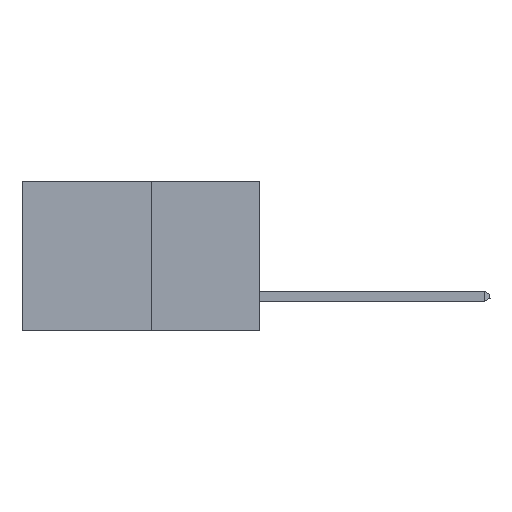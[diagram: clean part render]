
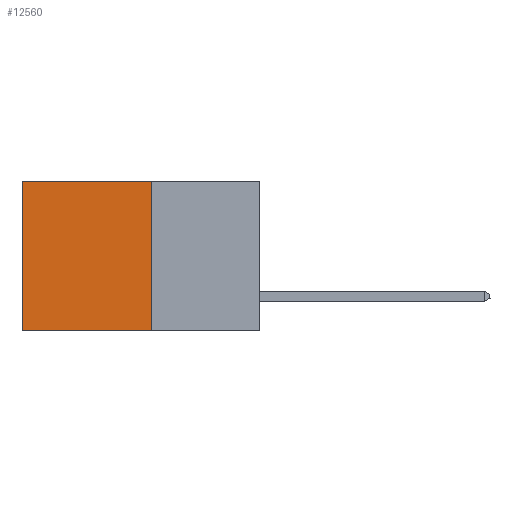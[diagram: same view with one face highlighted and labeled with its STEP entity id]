
A CAD part, left-side view. The second image highlights one B-rep face of the part: STEP entity #12560.
In plain terms, the highlighted planar face has unit normal (-1, 0, 0).
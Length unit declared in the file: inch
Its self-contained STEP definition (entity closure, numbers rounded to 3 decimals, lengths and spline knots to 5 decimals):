
#270 = VECTOR ( 'NONE', #18125, 39.37008 ) ;
#506 = VERTEX_POINT ( 'NONE', #18828 ) ;
#918 = CARTESIAN_POINT ( 'NONE',  ( 0.277, 0.59, -0.37 ) ) ;
#1259 = CARTESIAN_POINT ( 'NONE',  ( 0.277, 0.27, -0.37 ) ) ;
#2853 = LINE ( 'NONE', #3959, #14120 ) ;
#2881 = DIRECTION ( 'NONE',  ( 0., 0., -1. ) ) ;
#2914 = FACE_OUTER_BOUND ( 'NONE', #9265, .T. ) ;
#3164 = VERTEX_POINT ( 'NONE', #4967 ) ;
#3281 = ORIENTED_EDGE ( 'NONE', *, *, #10492, .T. ) ;
#3959 = CARTESIAN_POINT ( 'NONE',  ( 0.277, 0.27, 0. ) ) ;
#4425 = LINE ( 'NONE', #1259, #15154 ) ;
#4514 = LINE ( 'NONE', #11847, #270 ) ;
#4967 = CARTESIAN_POINT ( 'NONE',  ( 0.277, 0.27, -0.37 ) ) ;
#5467 = VECTOR ( 'NONE', #11967, 39.37008 ) ;
#5683 = CARTESIAN_POINT ( 'NONE',  ( 0.277, 0.27, -0.37 ) ) ;
#6403 = CARTESIAN_POINT ( 'NONE',  ( 0.277, 0.27, 0. ) ) ;
#6492 = ORIENTED_EDGE ( 'NONE', *, *, #17889, .F. ) ;
#6910 = ORIENTED_EDGE ( 'NONE', *, *, #13866, .T. ) ;
#7115 = DIRECTION ( 'NONE',  ( 0., 1., 0. ) ) ;
#7297 = DIRECTION ( 'NONE',  ( 0., 0., -1. ) ) ;
#7543 = EDGE_CURVE ( 'NONE', #8371, #3164, #4425, .T. ) ;
#8371 = VERTEX_POINT ( 'NONE', #6403 ) ;
#9265 = EDGE_LOOP ( 'NONE', ( #3281, #6492, #16400, #6910 ) ) ;
#10351 = CARTESIAN_POINT ( 'NONE',  ( 0.277, 0.59, -0.37 ) ) ;
#10492 = EDGE_CURVE ( 'NONE', #506, #11200, #18132, .T. ) ;
#11200 = VERTEX_POINT ( 'NONE', #918 ) ;
#11847 = CARTESIAN_POINT ( 'NONE',  ( 0.277, 0.27, -0.37 ) ) ;
#11967 = DIRECTION ( 'NONE',  ( 0., 0., -1. ) ) ;
#12027 = PLANE ( 'NONE',  #14168 ) ;
#12560 = ADVANCED_FACE ( 'NONE', ( #2914 ), #12027, .F. ) ;
#13866 = EDGE_CURVE ( 'NONE', #8371, #506, #2853, .T. ) ;
#14120 = VECTOR ( 'NONE', #7115, 39.37008 ) ;
#14168 = AXIS2_PLACEMENT_3D ( 'NONE', #5683, #16796, #7297 ) ;
#15154 = VECTOR ( 'NONE', #2881, 39.37008 ) ;
#16400 = ORIENTED_EDGE ( 'NONE', *, *, #7543, .F. ) ;
#16796 = DIRECTION ( 'NONE',  ( 1., 0., 0. ) ) ;
#17889 = EDGE_CURVE ( 'NONE', #3164, #11200, #4514, .T. ) ;
#18125 = DIRECTION ( 'NONE',  ( 0., 1., 0. ) ) ;
#18132 = LINE ( 'NONE', #10351, #5467 ) ;
#18828 = CARTESIAN_POINT ( 'NONE',  ( 0.277, 0.59, 0. ) ) ;
